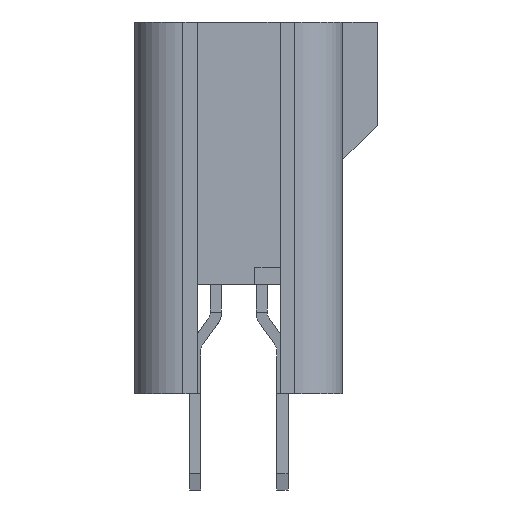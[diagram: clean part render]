
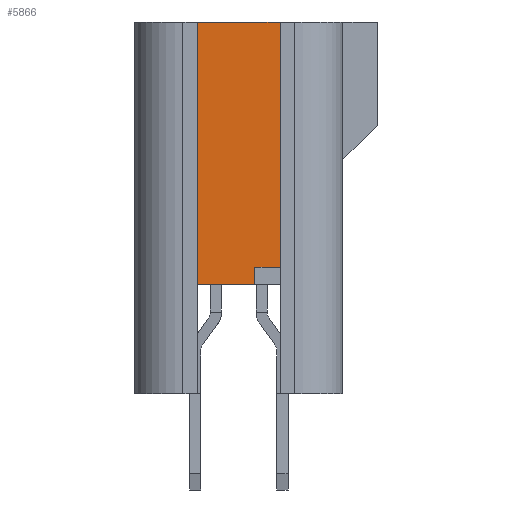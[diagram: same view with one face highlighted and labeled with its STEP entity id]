
A CAD part, front view. The second image highlights one B-rep face of the part: STEP entity #5866.
In plain terms, the highlighted planar face has unit normal (0, -1, 0).
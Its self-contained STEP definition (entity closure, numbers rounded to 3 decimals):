
#119 = ORIENTED_EDGE ( 'NONE', *, *, #26529, .F. ) ;
#2775 = CARTESIAN_POINT ( 'NONE',  ( -30.516, 2.425, 0. ) ) ;
#2782 = EDGE_CURVE ( 'NONE', #19151, #22877, #4456, .T. ) ;
#4456 = LINE ( 'NONE', #12699, #14702 ) ;
#5442 = DIRECTION ( 'NONE',  ( 1., 0., 0. ) ) ;
#5866 = ADVANCED_FACE ( 'NONE', ( #17499 ), #36206, .F. ) ;
#6378 = LINE ( 'NONE', #27149, #38289 ) ;
#6390 = VERTEX_POINT ( 'NONE', #37518 ) ;
#8265 = ORIENTED_EDGE ( 'NONE', *, *, #15498, .T. ) ;
#8513 = CARTESIAN_POINT ( 'NONE',  ( -28.116, 2.425, 0. ) ) ;
#9139 = ORIENTED_EDGE ( 'NONE', *, *, #18650, .F. ) ;
#11115 = EDGE_CURVE ( 'NONE', #19151, #6390, #39697, .T. ) ;
#12676 = DIRECTION ( 'NONE',  ( -1., 0., 0. ) ) ;
#12699 = CARTESIAN_POINT ( 'NONE',  ( -28.846, 2.425, 0. ) ) ;
#13728 = LINE ( 'NONE', #35294, #15675 ) ;
#13766 = EDGE_LOOP ( 'NONE', ( #18068, #8265, #9139, #119, #36489, #32546 ) ) ;
#13817 = CARTESIAN_POINT ( 'NONE',  ( -28.116, 2.425, -7.12 ) ) ;
#14702 = VECTOR ( 'NONE', #16325, 1000. ) ;
#14916 = VERTEX_POINT ( 'NONE', #15587 ) ;
#15498 = EDGE_CURVE ( 'NONE', #22877, #21329, #37418, .T. ) ;
#15587 = CARTESIAN_POINT ( 'NONE',  ( -28.116, 2.425, 0. ) ) ;
#15675 = VECTOR ( 'NONE', #22228, 1000. ) ;
#16325 = DIRECTION ( 'NONE',  ( 0., 0., 1. ) ) ;
#17499 = FACE_OUTER_BOUND ( 'NONE', #13766, .T. ) ;
#18068 = ORIENTED_EDGE ( 'NONE', *, *, #2782, .T. ) ;
#18280 = DIRECTION ( 'NONE',  ( 0., 0., -1. ) ) ;
#18650 = EDGE_CURVE ( 'NONE', #14916, #21329, #26653, .T. ) ;
#19089 = CARTESIAN_POINT ( 'NONE',  ( -30.516, 2.425, 0. ) ) ;
#19151 = VERTEX_POINT ( 'NONE', #33026 ) ;
#20371 = DIRECTION ( 'NONE',  ( 0., 1., 0. ) ) ;
#21111 = EDGE_CURVE ( 'NONE', #27835, #6390, #6378, .T. ) ;
#21329 = VERTEX_POINT ( 'NONE', #13817 ) ;
#21768 = CARTESIAN_POINT ( 'NONE',  ( -30.516, 2.425, -7.12 ) ) ;
#22228 = DIRECTION ( 'NONE',  ( 1., 0., 0. ) ) ;
#22877 = VERTEX_POINT ( 'NONE', #30302 ) ;
#23838 = DIRECTION ( 'NONE',  ( 0., 0., -1. ) ) ;
#24962 = AXIS2_PLACEMENT_3D ( 'NONE', #2775, #20371, #5442 ) ;
#26529 = EDGE_CURVE ( 'NONE', #27835, #14916, #13728, .T. ) ;
#26653 = LINE ( 'NONE', #8513, #32455 ) ;
#27149 = CARTESIAN_POINT ( 'NONE',  ( -30.516, 2.425, 0. ) ) ;
#27835 = VERTEX_POINT ( 'NONE', #19089 ) ;
#27985 = DIRECTION ( 'NONE',  ( 1., 0., 0. ) ) ;
#30302 = CARTESIAN_POINT ( 'NONE',  ( -28.846, 2.425, -7.12 ) ) ;
#32455 = VECTOR ( 'NONE', #23838, 1000. ) ;
#32546 = ORIENTED_EDGE ( 'NONE', *, *, #11115, .F. ) ;
#33026 = CARTESIAN_POINT ( 'NONE',  ( -28.846, 2.425, -7.62 ) ) ;
#33633 = CARTESIAN_POINT ( 'NONE',  ( -28.116, 2.425, -7.62 ) ) ;
#35294 = CARTESIAN_POINT ( 'NONE',  ( -30.516, 2.425, 0. ) ) ;
#35389 = VECTOR ( 'NONE', #27985, 1000. ) ;
#36206 = PLANE ( 'NONE',  #24962 ) ;
#36489 = ORIENTED_EDGE ( 'NONE', *, *, #21111, .T. ) ;
#36900 = VECTOR ( 'NONE', #12676, 1000. ) ;
#37418 = LINE ( 'NONE', #21768, #35389 ) ;
#37518 = CARTESIAN_POINT ( 'NONE',  ( -30.516, 2.425, -7.62 ) ) ;
#38289 = VECTOR ( 'NONE', #18280, 1000. ) ;
#39697 = LINE ( 'NONE', #33633, #36900 ) ;
